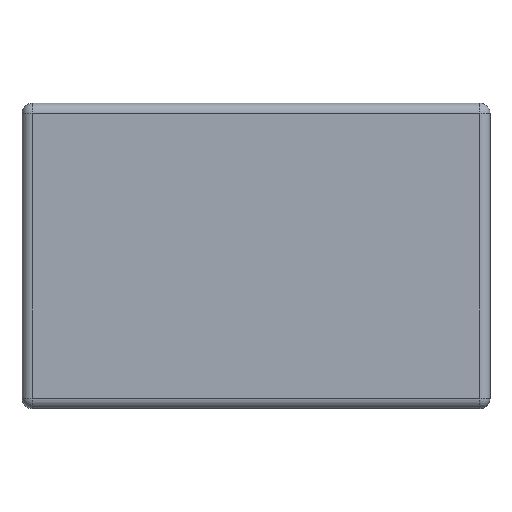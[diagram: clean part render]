
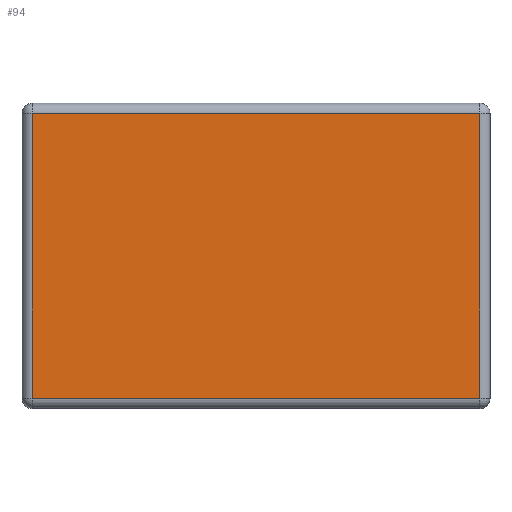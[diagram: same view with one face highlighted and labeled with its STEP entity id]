
A CAD part, top view. The second image highlights one B-rep face of the part: STEP entity #94.
In plain terms, the highlighted planar face has unit normal (0, 0, 1).
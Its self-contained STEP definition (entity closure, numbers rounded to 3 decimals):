
#94=ADVANCED_FACE('',(#320),#322,.T.);
#320=FACE_BOUND('',#321,.T.);
#321=EDGE_LOOP('',(#730,#731,#732,#733));
#322=PLANE('',#323);
#323=AXIS2_PLACEMENT_3D('',#324,#325,#326);
#324=CARTESIAN_POINT('',(0.,0.,5.));
#325=DIRECTION('',(0.,0.,1.));
#326=DIRECTION('',(-1.,0.,0.));
#730=ORIENTED_EDGE('',*,*,#826,.T.);
#731=ORIENTED_EDGE('',*,*,#827,.T.);
#732=ORIENTED_EDGE('',*,*,#828,.T.);
#733=ORIENTED_EDGE('',*,*,#829,.T.);
#826=EDGE_CURVE('',#890,#891,#892,.T.);
#827=EDGE_CURVE('',#891,#893,#894,.T.);
#828=EDGE_CURVE('',#893,#895,#896,.T.);
#829=EDGE_CURVE('',#895,#890,#897,.T.);
#890=VERTEX_POINT('',#994);
#891=VERTEX_POINT('',#995);
#892=LINE('',#996,#997);
#893=VERTEX_POINT('',#999);
#894=LINE('',#1000,#1001);
#895=VERTEX_POINT('',#1003);
#896=LINE('',#1004,#1005);
#897=LINE('',#1007,#1008);
#994=CARTESIAN_POINT('',(4.4,2.8,5.));
#995=CARTESIAN_POINT('',(-4.4,2.8,5.));
#996=CARTESIAN_POINT('',(4.4,2.8,5.));
#997=VECTOR('',#998,1.);
#998=DIRECTION('',(-1.,0.,0.));
#999=CARTESIAN_POINT('',(-4.4,-2.8,5.));
#1000=CARTESIAN_POINT('',(-4.4,2.8,5.));
#1001=VECTOR('',#1002,1.);
#1002=DIRECTION('',(0.,-1.,0.));
#1003=CARTESIAN_POINT('',(4.4,-2.8,5.));
#1004=CARTESIAN_POINT('',(-4.4,-2.8,5.));
#1005=VECTOR('',#1006,1.);
#1006=DIRECTION('',(1.,0.,0.));
#1007=CARTESIAN_POINT('',(4.4,-2.8,5.));
#1008=VECTOR('',#1009,1.);
#1009=DIRECTION('',(0.,1.,0.));
